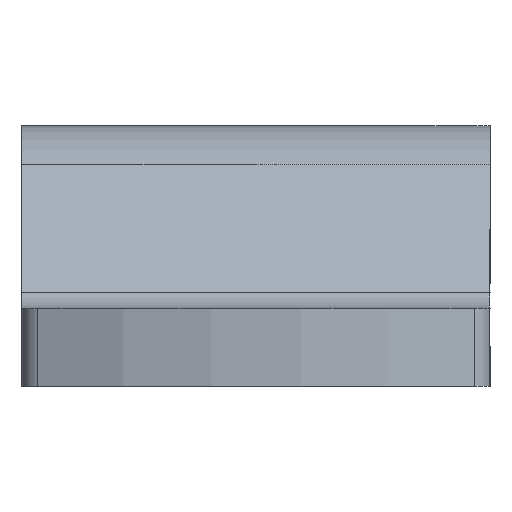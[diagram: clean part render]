
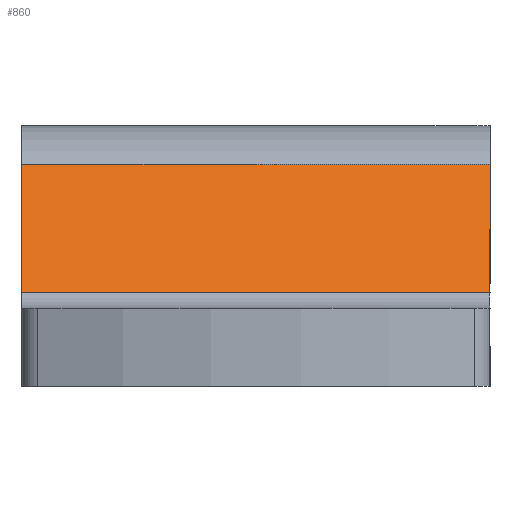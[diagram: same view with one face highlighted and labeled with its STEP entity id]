
A CAD part, left-side view. The second image highlights one B-rep face of the part: STEP entity #860.
In plain terms, the highlighted planar face has unit normal (-0.707, 0, 0.707).
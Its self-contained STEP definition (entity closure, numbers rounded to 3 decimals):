
#45 = ORIENTED_EDGE ( 'NONE', *, *, #141, .F. ) ;
#48 = CARTESIAN_POINT ( 'NONE',  ( -17.707, 9., -3.415 ) ) ;
#139 = ORIENTED_EDGE ( 'NONE', *, *, #638, .T. ) ;
#141 = EDGE_CURVE ( 'NONE', #1001, #811, #373, .T. ) ;
#168 = ORIENTED_EDGE ( 'NONE', *, *, #377, .T. ) ;
#201 = VECTOR ( 'NONE', #311, 1000. ) ;
#257 = LINE ( 'NONE', #633, #889 ) ;
#279 = CARTESIAN_POINT ( 'NONE',  ( -17.707, -9., -3.415 ) ) ;
#303 = CARTESIAN_POINT ( 'NONE',  ( -18.293, 9., -4. ) ) ;
#311 = DIRECTION ( 'NONE',  ( 0., -1., 0. ) ) ;
#373 = LINE ( 'NONE', #793, #201 ) ;
#377 = EDGE_CURVE ( 'NONE', #723, #811, #656, .T. ) ;
#378 = LINE ( 'NONE', #303, #962 ) ;
#533 = PLANE ( 'NONE',  #657 ) ;
#563 = EDGE_LOOP ( 'NONE', ( #883, #168, #45, #139 ) ) ;
#576 = VERTEX_POINT ( 'NONE', #48 ) ;
#596 = EDGE_CURVE ( 'NONE', #723, #576, #257, .T. ) ;
#599 = CARTESIAN_POINT ( 'NONE',  ( -12.757, 9., 1.536 ) ) ;
#633 = CARTESIAN_POINT ( 'NONE',  ( -17.707, -9., -3.415 ) ) ;
#638 = EDGE_CURVE ( 'NONE', #1001, #576, #378, .T. ) ;
#656 = LINE ( 'NONE', #737, #673 ) ;
#657 = AXIS2_PLACEMENT_3D ( 'NONE', #1026, #942, #946 ) ;
#670 = CARTESIAN_POINT ( 'NONE',  ( -12.757, -9., 1.536 ) ) ;
#673 = VECTOR ( 'NONE', #972, 1000. ) ;
#702 = FACE_OUTER_BOUND ( 'NONE', #563, .T. ) ;
#723 = VERTEX_POINT ( 'NONE', #279 ) ;
#737 = CARTESIAN_POINT ( 'NONE',  ( -12.171, -9., 2.121 ) ) ;
#793 = CARTESIAN_POINT ( 'NONE',  ( -12.757, 0., 1.536 ) ) ;
#811 = VERTEX_POINT ( 'NONE', #670 ) ;
#860 = ADVANCED_FACE ( 'NONE', ( #702 ), #533, .F. ) ;
#872 = DIRECTION ( 'NONE',  ( 0., 1., 0. ) ) ;
#883 = ORIENTED_EDGE ( 'NONE', *, *, #596, .F. ) ;
#889 = VECTOR ( 'NONE', #872, 1000. ) ;
#942 = DIRECTION ( 'NONE',  ( 0.707, 0., -0.707 ) ) ;
#946 = DIRECTION ( 'NONE',  ( -0.707, 0., -0.707 ) ) ;
#962 = VECTOR ( 'NONE', #1031, 1000. ) ;
#972 = DIRECTION ( 'NONE',  ( 0.707, 0., 0.707 ) ) ;
#1001 = VERTEX_POINT ( 'NONE', #599 ) ;
#1026 = CARTESIAN_POINT ( 'NONE',  ( -7.146, 0., 7.146 ) ) ;
#1031 = DIRECTION ( 'NONE',  ( -0.707, 0., -0.707 ) ) ;
